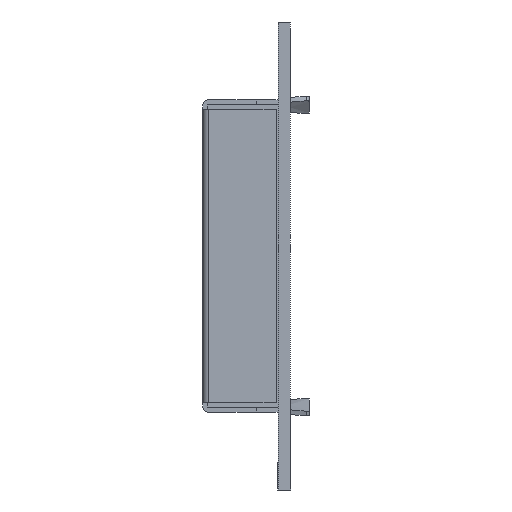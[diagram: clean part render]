
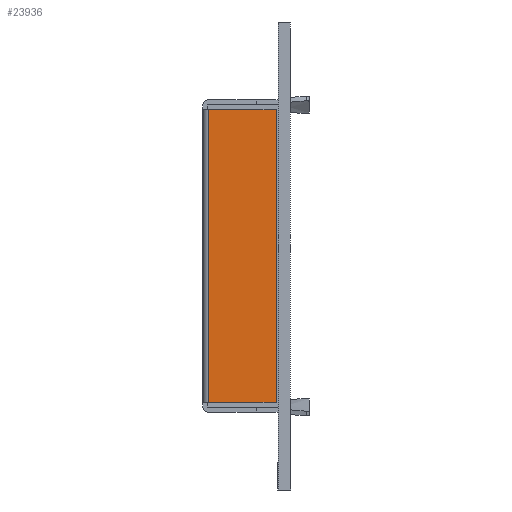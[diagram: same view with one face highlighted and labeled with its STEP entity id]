
A CAD part, left-side view. The second image highlights one B-rep face of the part: STEP entity #23936.
In plain terms, the highlighted planar face has unit normal (-1, 0, 0).
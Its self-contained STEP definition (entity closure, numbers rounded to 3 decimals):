
#23726 = VERTEX_POINT('',#23727);
#23727 = CARTESIAN_POINT('',(-48.654,10.478,18.733));
#23735 = CYLINDRICAL_SURFACE('',#23736,0.762);
#23736 = AXIS2_PLACEMENT_3D('',#23737,#23738,#23739);
#23737 = CARTESIAN_POINT('',(-47.892,10.478,-108.115));
#23738 = DIRECTION('',(0.,0.,1.));
#23739 = DIRECTION('',(0.,1.,0.));
#23747 = PLANE('',#23748);
#23748 = AXIS2_PLACEMENT_3D('',#23749,#23750,#23751);
#23749 = CARTESIAN_POINT('',(-48.654,10.605,18.733));
#23750 = DIRECTION('',(0.,0.,1.));
#23751 = DIRECTION('',(1.,0.,0.));
#23783 = VERTEX_POINT('',#23784);
#23784 = CARTESIAN_POINT('',(-48.654,10.478,-18.733));
#23799 = PLANE('',#23800);
#23800 = AXIS2_PLACEMENT_3D('',#23801,#23802,#23803);
#23801 = CARTESIAN_POINT('',(-48.019,10.605,-18.733));
#23802 = DIRECTION('',(0.,0.,-1.));
#23803 = DIRECTION('',(-1.,0.,0.));
#23811 = EDGE_CURVE('',#23783,#23726,#23812,.T.);
#23812 = SURFACE_CURVE('',#23813,(#23817,#23824),.PCURVE_S1.);
#23813 = LINE('',#23814,#23815);
#23814 = CARTESIAN_POINT('',(-48.654,10.478,-18.733));
#23815 = VECTOR('',#23816,1.);
#23816 = DIRECTION('',(0.,0.,1.));
#23817 = PCURVE('',#23735,#23818);
#23818 = DEFINITIONAL_REPRESENTATION('',(#23819),#23823);
#23819 = LINE('',#23820,#23821);
#23820 = CARTESIAN_POINT('',(1.571,89.382));
#23821 = VECTOR('',#23822,1.);
#23822 = DIRECTION('',(0.,1.));
#23823 = ( GEOMETRIC_REPRESENTATION_CONTEXT(2) 
PARAMETRIC_REPRESENTATION_CONTEXT() REPRESENTATION_CONTEXT('2D SPACE',''
  ) );
#23824 = PCURVE('',#23825,#23830);
#23825 = PLANE('',#23826);
#23826 = AXIS2_PLACEMENT_3D('',#23827,#23828,#23829);
#23827 = CARTESIAN_POINT('',(-48.654,10.605,-18.733));
#23828 = DIRECTION('',(-1.,0.,0.));
#23829 = DIRECTION('',(0.,0.,1.));
#23830 = DEFINITIONAL_REPRESENTATION('',(#23831),#23835);
#23831 = LINE('',#23832,#23833);
#23832 = CARTESIAN_POINT('',(0.,-0.127));
#23833 = VECTOR('',#23834,1.);
#23834 = DIRECTION('',(1.,0.));
#23835 = ( GEOMETRIC_REPRESENTATION_CONTEXT(2) 
PARAMETRIC_REPRESENTATION_CONTEXT() REPRESENTATION_CONTEXT('2D SPACE',''
  ) );
#23851 = PLANE('',#23852);
#23852 = AXIS2_PLACEMENT_3D('',#23853,#23854,#23855);
#23853 = CARTESIAN_POINT('',(0.,1.842,0.));
#23854 = DIRECTION('',(0.,-1.,0.));
#23855 = DIRECTION('',(0.,0.,1.));
#23871 = VERTEX_POINT('',#23872);
#23872 = CARTESIAN_POINT('',(-48.654,1.842,18.733));
#23893 = EDGE_CURVE('',#23871,#23894,#23896,.T.);
#23894 = VERTEX_POINT('',#23895);
#23895 = CARTESIAN_POINT('',(-48.654,1.842,-18.733));
#23896 = SURFACE_CURVE('',#23897,(#23901,#23908),.PCURVE_S1.);
#23897 = LINE('',#23898,#23899);
#23898 = CARTESIAN_POINT('',(-48.654,1.842,18.733));
#23899 = VECTOR('',#23900,1.);
#23900 = DIRECTION('',(0.,0.,-1.));
#23901 = PCURVE('',#23851,#23902);
#23902 = DEFINITIONAL_REPRESENTATION('',(#23903),#23907);
#23903 = LINE('',#23904,#23905);
#23904 = CARTESIAN_POINT('',(18.733,48.654));
#23905 = VECTOR('',#23906,1.);
#23906 = DIRECTION('',(-1.,0.));
#23907 = ( GEOMETRIC_REPRESENTATION_CONTEXT(2) 
PARAMETRIC_REPRESENTATION_CONTEXT() REPRESENTATION_CONTEXT('2D SPACE',''
  ) );
#23908 = PCURVE('',#23825,#23909);
#23909 = DEFINITIONAL_REPRESENTATION('',(#23910),#23914);
#23910 = LINE('',#23911,#23912);
#23911 = CARTESIAN_POINT('',(37.465,-8.763));
#23912 = VECTOR('',#23913,1.);
#23913 = DIRECTION('',(-1.,0.));
#23914 = ( GEOMETRIC_REPRESENTATION_CONTEXT(2) 
PARAMETRIC_REPRESENTATION_CONTEXT() REPRESENTATION_CONTEXT('2D SPACE',''
  ) );
#23936 = ADVANCED_FACE('',(#23937),#23825,.T.);
#23937 = FACE_BOUND('',#23938,.T.);
#23938 = EDGE_LOOP('',(#23939,#23960,#23961,#23982));
#23939 = ORIENTED_EDGE('',*,*,#23940,.F.);
#23940 = EDGE_CURVE('',#23726,#23871,#23941,.T.);
#23941 = SURFACE_CURVE('',#23942,(#23946,#23953),.PCURVE_S1.);
#23942 = LINE('',#23943,#23944);
#23943 = CARTESIAN_POINT('',(-48.654,10.478,18.733));
#23944 = VECTOR('',#23945,1.);
#23945 = DIRECTION('',(0.,-1.,0.));
#23946 = PCURVE('',#23825,#23947);
#23947 = DEFINITIONAL_REPRESENTATION('',(#23948),#23952);
#23948 = LINE('',#23949,#23950);
#23949 = CARTESIAN_POINT('',(37.465,-0.127));
#23950 = VECTOR('',#23951,1.);
#23951 = DIRECTION('',(0.,-1.));
#23952 = ( GEOMETRIC_REPRESENTATION_CONTEXT(2) 
PARAMETRIC_REPRESENTATION_CONTEXT() REPRESENTATION_CONTEXT('2D SPACE',''
  ) );
#23953 = PCURVE('',#23747,#23954);
#23954 = DEFINITIONAL_REPRESENTATION('',(#23955),#23959);
#23955 = LINE('',#23956,#23957);
#23956 = CARTESIAN_POINT('',(0.,-0.127));
#23957 = VECTOR('',#23958,1.);
#23958 = DIRECTION('',(0.,-1.));
#23959 = ( GEOMETRIC_REPRESENTATION_CONTEXT(2) 
PARAMETRIC_REPRESENTATION_CONTEXT() REPRESENTATION_CONTEXT('2D SPACE',''
  ) );
#23960 = ORIENTED_EDGE('',*,*,#23811,.F.);
#23961 = ORIENTED_EDGE('',*,*,#23962,.T.);
#23962 = EDGE_CURVE('',#23783,#23894,#23963,.T.);
#23963 = SURFACE_CURVE('',#23964,(#23968,#23975),.PCURVE_S1.);
#23964 = LINE('',#23965,#23966);
#23965 = CARTESIAN_POINT('',(-48.654,10.478,-18.733));
#23966 = VECTOR('',#23967,1.);
#23967 = DIRECTION('',(0.,-1.,0.));
#23968 = PCURVE('',#23825,#23969);
#23969 = DEFINITIONAL_REPRESENTATION('',(#23970),#23974);
#23970 = LINE('',#23971,#23972);
#23971 = CARTESIAN_POINT('',(0.,-0.127));
#23972 = VECTOR('',#23973,1.);
#23973 = DIRECTION('',(0.,-1.));
#23974 = ( GEOMETRIC_REPRESENTATION_CONTEXT(2) 
PARAMETRIC_REPRESENTATION_CONTEXT() REPRESENTATION_CONTEXT('2D SPACE',''
  ) );
#23975 = PCURVE('',#23799,#23976);
#23976 = DEFINITIONAL_REPRESENTATION('',(#23977),#23981);
#23977 = LINE('',#23978,#23979);
#23978 = CARTESIAN_POINT('',(0.635,-0.127));
#23979 = VECTOR('',#23980,1.);
#23980 = DIRECTION('',(0.,-1.));
#23981 = ( GEOMETRIC_REPRESENTATION_CONTEXT(2) 
PARAMETRIC_REPRESENTATION_CONTEXT() REPRESENTATION_CONTEXT('2D SPACE',''
  ) );
#23982 = ORIENTED_EDGE('',*,*,#23893,.F.);
